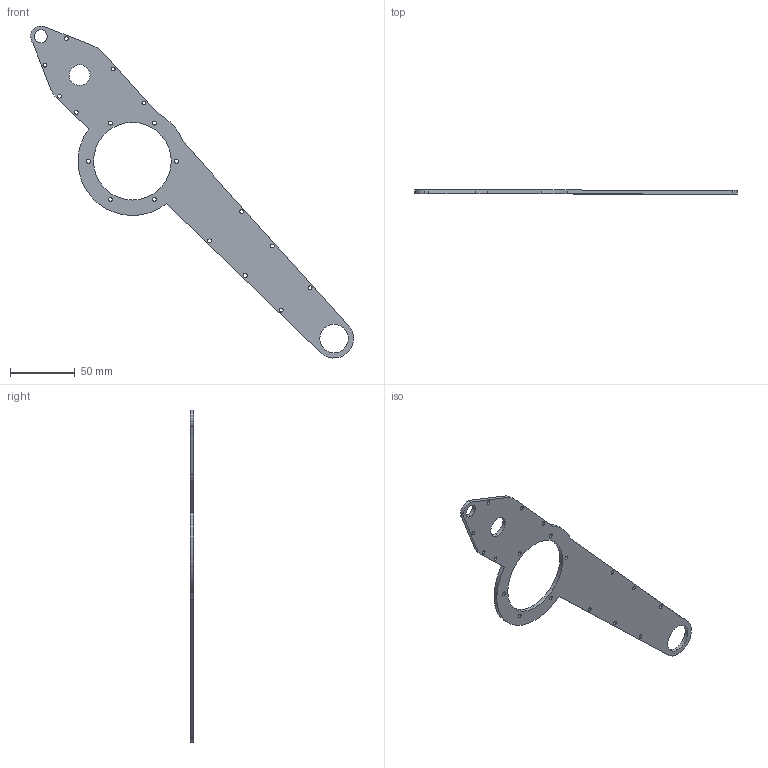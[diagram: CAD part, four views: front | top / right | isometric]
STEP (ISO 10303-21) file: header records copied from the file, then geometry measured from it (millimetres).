
FILE_DESCRIPTION (( 'STEP AP214' ), '1' );
FILE_NAME ('03 噩砃苤虯囀啣.STEP', '2024-03-21T15:14:46', ( '' ), ( '' ), 'SwSTEP 2.0', 'SolidWorks 2021', '' );
FILE_SCHEMA (( 'AUTOMOTIVE_DESIGN' ));
Length unit declared in the file: millimetre
Products named in the file (1): 03 噩砃苤虯囀啣
Bounding box: 249.51 x 3 x 256.54 mm (x, y, z)
Volume: 36122.9 mm3; surface area: 27915.1 mm2
Topology: 1 solids, 1 shells, 59 faces, 171 edges, 114 vertices
Faces by surface type: cylinder 51, plane 8
Entity records: 2129 total; most frequent: DIRECTION 393, CARTESIAN_POINT 345, ORIENTED_EDGE 342, EDGE_CURVE 171, AXIS2_PLACEMENT_3D 162, VERTEX_POINT 114, EDGE_LOOP 103, CIRCLE 102
